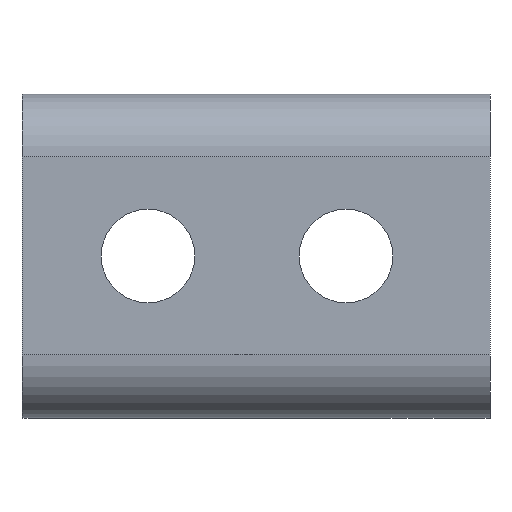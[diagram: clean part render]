
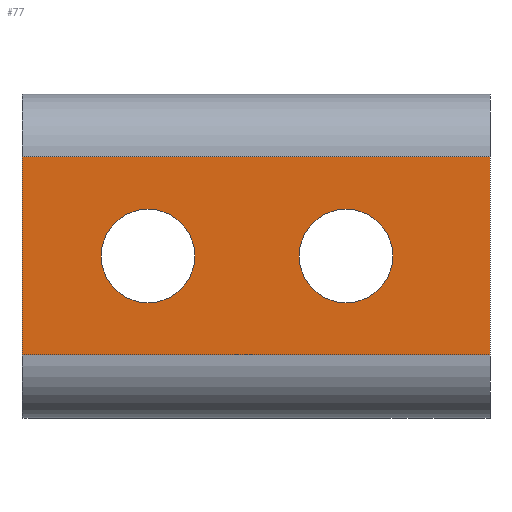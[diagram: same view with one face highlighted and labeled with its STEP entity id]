
A CAD part, front view. The second image highlights one B-rep face of the part: STEP entity #77.
In plain terms, the highlighted planar face has unit normal (0, -1, 0).
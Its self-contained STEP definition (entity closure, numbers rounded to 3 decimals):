
#77=ADVANCED_FACE('NONE',(#178,#179,#180),#181,.F.);
#178=FACE_OUTER_BOUND('',#304,.T.);
#179=FACE_BOUND('',#305,.T.);
#180=FACE_BOUND('',#306,.T.);
#181=PLANE('',#307);
#304=EDGE_LOOP('',(#459,#460,#461,#462));
#305=EDGE_LOOP('',(#463,#464));
#306=EDGE_LOOP('',(#465,#466));
#307=AXIS2_PLACEMENT_3D('',#467,#468,#469);
#459=ORIENTED_EDGE('',*,*,#805,.F.);
#460=ORIENTED_EDGE('',*,*,#806,.F.);
#461=ORIENTED_EDGE('',*,*,#807,.T.);
#462=ORIENTED_EDGE('',*,*,#808,.T.);
#463=ORIENTED_EDGE('',*,*,#797,.F.);
#464=ORIENTED_EDGE('',*,*,#802,.F.);
#465=ORIENTED_EDGE('',*,*,#792,.F.);
#466=ORIENTED_EDGE('',*,*,#809,.F.);
#467=CARTESIAN_POINT('',(-14.0,0.0,9.0));
#468=DIRECTION('',(-0.0,1.0,0.0));
#469=DIRECTION('',(1.0,0.0,0.0));
#792=EDGE_CURVE('NONE',#955,#956,#957,.T.);
#797=EDGE_CURVE('NONE',#964,#965,#966,.T.);
#802=EDGE_CURVE('NONE',#965,#964,#973,.T.);
#805=EDGE_CURVE('NONE',#976,#977,#978,.T.);
#806=EDGE_CURVE('NONE',#979,#976,#980,.T.);
#807=EDGE_CURVE('NONE',#979,#981,#982,.T.);
#808=EDGE_CURVE('NONE',#981,#977,#983,.T.);
#809=EDGE_CURVE('NONE',#956,#955,#984,.T.);
#955=VERTEX_POINT('NONE',#1182);
#956=VERTEX_POINT('NONE',#1183);
#957=CIRCLE('',#1184,2.6);
#964=VERTEX_POINT('NONE',#1193);
#965=VERTEX_POINT('NONE',#1194);
#966=CIRCLE('',#1195,2.6);
#973=CIRCLE('',#1204,2.6);
#976=VERTEX_POINT('NONE',#1207);
#977=VERTEX_POINT('NONE',#1208);
#978=LINE('',#1209,#1210);
#979=VERTEX_POINT('NONE',#1211);
#980=LINE('',#1212,#1213);
#981=VERTEX_POINT('NONE',#1214);
#982=LINE('',#1215,#1216);
#983=LINE('',#1217,#1218);
#984=CIRCLE('',#1219,2.6);
#1182=CARTESIAN_POINT('',(4.0,0.0,-2.6));
#1183=CARTESIAN_POINT('',(4.0,0.0,2.6));
#1184=AXIS2_PLACEMENT_3D('',#1452,#1453,#1454);
#1193=CARTESIAN_POINT('',(-7.0,0.0,-2.6));
#1194=CARTESIAN_POINT('',(-7.0,0.0,2.6));
#1195=AXIS2_PLACEMENT_3D('',#1460,#1461,#1462);
#1204=AXIS2_PLACEMENT_3D('',#1468,#1469,#1470);
#1207=CARTESIAN_POINT('',(12.0,0.0,-5.5));
#1208=CARTESIAN_POINT('',(-14.0,0.0,-5.5));
#1209=CARTESIAN_POINT('',(12.0,0.0,-5.5));
#1210=VECTOR('',#1474,1000.0);
#1211=CARTESIAN_POINT('',(12.0,0.0,5.5));
#1212=CARTESIAN_POINT('',(12.0,0.0,9.0));
#1213=VECTOR('',#1475,1000.0);
#1214=CARTESIAN_POINT('',(-14.0,0.0,5.5));
#1215=CARTESIAN_POINT('',(12.0,0.0,5.5));
#1216=VECTOR('',#1476,1000.0);
#1217=CARTESIAN_POINT('',(-14.0,0.0,9.0));
#1218=VECTOR('',#1477,1000.0);
#1219=AXIS2_PLACEMENT_3D('',#1478,#1479,#1480);
#1452=CARTESIAN_POINT('',(4.0,0.0,0.));
#1453=DIRECTION('',(0.0,-1.0,0.0));
#1454=DIRECTION('',(0.0,0.0,-1.0));
#1460=CARTESIAN_POINT('',(-7.0,0.0,0.));
#1461=DIRECTION('',(0.0,-1.0,0.0));
#1462=DIRECTION('',(0.0,0.0,-1.0));
#1468=CARTESIAN_POINT('',(-7.0,0.0,0.));
#1469=DIRECTION('',(0.0,-1.0,0.0));
#1470=DIRECTION('',(0.0,0.0,-1.0));
#1474=DIRECTION('',(-1.0,0.0,0.0));
#1475=DIRECTION('',(0.0,0.0,-1.0));
#1476=DIRECTION('',(-1.0,0.0,0.0));
#1477=DIRECTION('',(0.0,0.0,-1.0));
#1478=CARTESIAN_POINT('',(4.0,0.0,0.));
#1479=DIRECTION('',(0.0,-1.0,0.0));
#1480=DIRECTION('',(0.0,0.0,-1.0));
